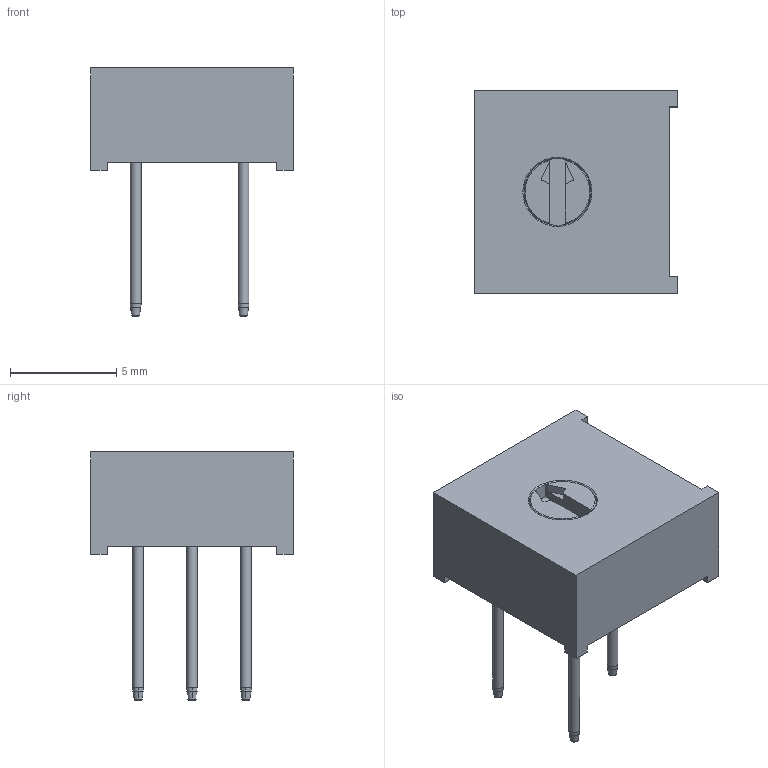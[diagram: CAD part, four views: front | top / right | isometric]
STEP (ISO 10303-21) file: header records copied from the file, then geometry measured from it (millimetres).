
FILE_DESCRIPTION(('FreeCAD Model'),'2;1');
FILE_NAME('Open CASCADE Shape Model','2023-12-06T15:58:42',( 'kicad StepUp'),('ksu MCAD'),'Open CASCADE STEP processor 7.6', 'FreeCAD','Unknown');
FILE_SCHEMA(('AUTOMOTIVE_DESIGN { 1 0 10303 214 1 1 1 1 }'));
Length unit declared in the file: millimetre
Products named in the file (1): Potentiometer_Bourns_3386F_Vertical
Bounding box: 9.53 x 9.53 x 11.68 mm (x, y, z)
Volume: 392.9 mm3; surface area: 393.1 mm2
Topology: 1 solids, 1 shells, 68 faces, 171 edges, 109 vertices
Faces by surface type: plane 34, cone 11, cylinder 11, revolution 6, torus 6
Full cylindrical faces by diameter (mm): 0.508 x3
Entity records: 2372 total; most frequent: CARTESIAN_POINT 394, DIRECTION 365, ORIENTED_EDGE 342, EDGE_CURVE 171, AXIS2_PLACEMENT_3D 132, VERTEX_POINT 109, LINE 95, VECTOR 95
